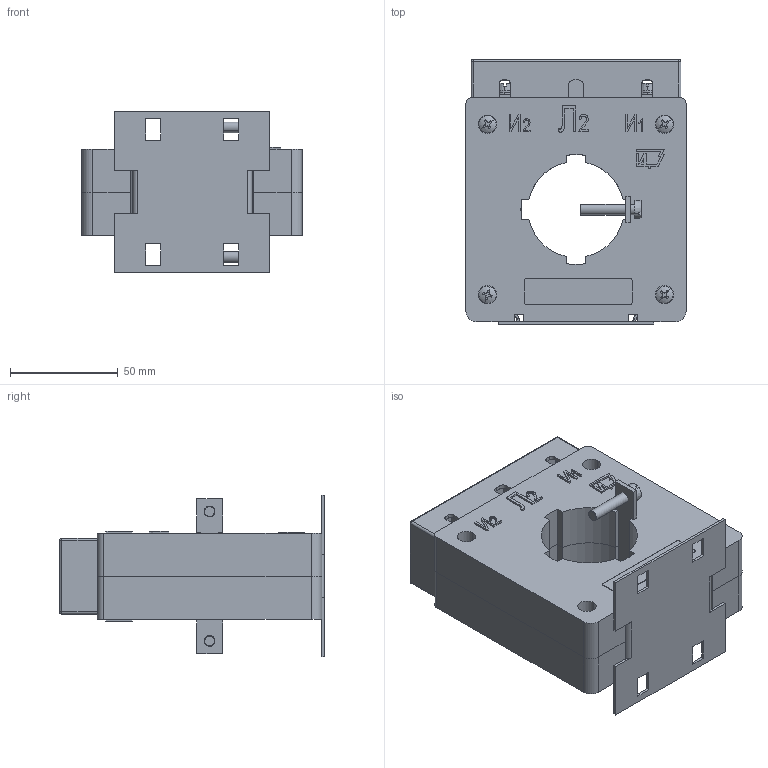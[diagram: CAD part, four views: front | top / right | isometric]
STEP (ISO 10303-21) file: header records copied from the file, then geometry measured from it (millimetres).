
FILE_DESCRIPTION (( 'STEP AP214' ), '1' );
FILE_NAME ('眧-0,66-3.STEP', '2023-08-01T06:56:17', ( '' ), ( '' ), 'SwSTEP 2.0', 'SolidWorks 2014', '' );
FILE_SCHEMA (( 'AUTOMOTIVE_DESIGN' ));
Length unit declared in the file: millimetre
Products named in the file (51): ﾘ琺矜 4.65ﾃ.019 ﾃﾎﾑﾒ1144-80_1; ÂÅÈÓ.686171.018 Ïîëóêîðïóñ Ë1; ÂÅÈÓ.686171.019 Ïîëóêîðïóñ Ë2; 屡扔.741131.008 想囗赅_-02; 屡扔.711214.003 噪囗弼_-03; ÂÅÈÓ.323293.018-01 Êðûøêà çàùèòíàÿ_-00; Øóðóï 2-4õ20.019 ÃÎÑÒ 1144-80; ﾘ琺矜 5.65ﾃ.019 ﾃﾎﾑﾒ 6402-70; ﾘ琺矜 5.01.019 ﾃﾎﾑﾒ11371-78; 妈眚 󊅠.58.019 梦岩17473-80; 妈眚 󊙅0.58.019 梦岩17473-80; ÂÅÈÓ.757249.004 Ïëàñòèíà êîíòàêòíàÿ; ÂÅÈÓ.685412.034 Ìàãíèòîïðîâîä ñ îáìîòêîé; Ãàéêà Ì4.5.019 ÃÎÑÒ5915-70; 妈眚 󊙆5.58.019 梦岩17473-80; 屡扔.754312.173 亦犭梓赅; ÂÅÈÓ.754312.152 Òàáëè÷êà ïðåäñòàâèòåëüíàÿ; 眧-0,66-3; 屡扔.741131.008 想囗赅; 屡扔.711214.003 噪囗弼; ÂÅÈÓ.323293.018-01 Êðûøêà çàùèòíàÿ
Assembly tree (30 placements, depth 3):
  ﾘ琺矜 4.65ﾃ.019 ﾃﾎﾑﾒ1144-80_1
  ﾘ琺矜 4.65ﾃ.019 ﾃﾎﾑﾒ1144-80_1
  ﾘ琺矜 4.65ﾃ.019 ﾃﾎﾑﾒ1144-80_1
  眧-0,66-3
    ÂÅÈÓ.686171.018 Ïîëóêîðïóñ Ë1
    ÂÅÈÓ.686171.019 Ïîëóêîðïóñ Ë2
    屡扔.741131.008 想囗赅_-02
    屡扔.711214.003 噪囗弼_-03
    ÂÅÈÓ.323293.018-01 Êðûøêà çàùèòíàÿ_-00
    Øóðóï 2-4õ20.019 ÃÎÑÒ 1144-80  x4
    ﾘ琺矜 5.65ﾃ.019 ﾃﾎﾑﾒ 6402-70  x4
    ﾘ琺矜 5.01.019 ﾃﾎﾑﾒ11371-78  x4
    妈眚 󊅠.58.019 梦岩17473-80
    妈眚 󊙅0.58.019 梦岩17473-80  x4
    ÂÅÈÓ.685412.034 Ìàãíèòîïðîâîä ñ îáìîòêîé
      ÂÅÈÓ.757249.004 Ïëàñòèíà êîíòàêòíàÿ  x2
    Ãàéêà Ì4.5.019 ÃÎÑÒ5915-70
    妈眚 󊙆5.58.019 梦岩17473-80  x2
    屡扔.754312.173 亦犭梓赅
    ÂÅÈÓ.754312.152 Òàáëè÷êà ïðåäñòàâèòåëüíàÿ
  ÂÅÈÓ.686171.018 Ïîëóêîðïóñ Ë1
Bounding box: 102 x 122.7 x 75 mm (x, y, z)
Volume: 137913.8 mm3; surface area: 132192.2 mm2
Topology: 29 solids, 29 shells, 1094 faces, 2866 edges, 1863 vertices
Faces by surface type: plane 704, cylinder 235, cone 76, torus 35, bspline 28, sphere 16
Entity records: 29393 total; most frequent: CARTESIAN_POINT 6561, ORIENTED_EDGE 4540, DIRECTION 4359, EDGE_CURVE 2270, LINE 1641, VECTOR 1641, VERTEX_POINT 1485, AXIS2_PLACEMENT_3D 1359
